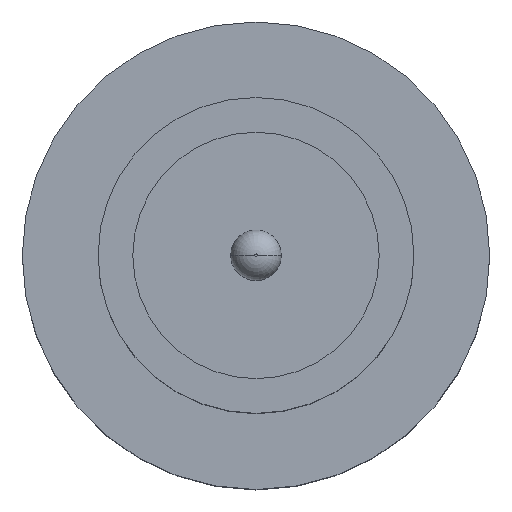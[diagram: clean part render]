
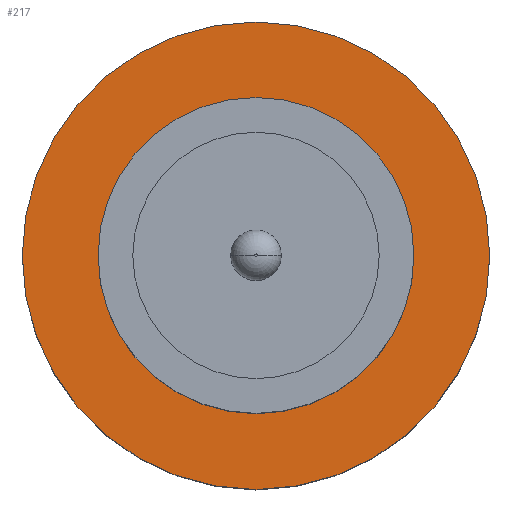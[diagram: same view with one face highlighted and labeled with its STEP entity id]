
A CAD part, top view. The second image highlights one B-rep face of the part: STEP entity #217.
In plain terms, the highlighted planar face has unit normal (0, 0, 1).
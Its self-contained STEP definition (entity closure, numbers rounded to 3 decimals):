
#8 = CARTESIAN_POINT ( 'NONE',  ( -1.85, 0., 1.55 ) ) ;
#42 = PLANE ( 'NONE',  #571 ) ;
#67 = DIRECTION ( 'NONE',  ( 0., 0., 1. ) ) ;
#112 = AXIS2_PLACEMENT_3D ( 'NONE', #905, #409, #908 ) ;
#125 = EDGE_CURVE ( 'NONE', #697, #723, #542, .T. ) ;
#185 = ORIENTED_EDGE ( 'NONE', *, *, #435, .F. ) ;
#217 = ADVANCED_FACE ( 'NONE', ( #444, #765 ), #42, .T. ) ;
#230 = DIRECTION ( 'NONE',  ( 0., 0., 1. ) ) ;
#248 = EDGE_LOOP ( 'NONE', ( #815, #899 ) ) ;
#287 = DIRECTION ( 'NONE',  ( 0., 0., 1. ) ) ;
#290 = CARTESIAN_POINT ( 'NONE',  ( 0., 0., 1.55 ) ) ;
#377 = ORIENTED_EDGE ( 'NONE', *, *, #693, .F. ) ;
#383 = AXIS2_PLACEMENT_3D ( 'NONE', #290, #767, #427 ) ;
#390 = CIRCLE ( 'NONE', #498, 1.85 ) ;
#401 = CARTESIAN_POINT ( 'NONE',  ( 1.85, 0., 1.55 ) ) ;
#409 = DIRECTION ( 'NONE',  ( 0., 0., 1. ) ) ;
#422 = VERTEX_POINT ( 'NONE', #714 ) ;
#427 = DIRECTION ( 'NONE',  ( 1., 0., 0. ) ) ;
#435 = EDGE_CURVE ( 'NONE', #422, #526, #701, .T. ) ;
#444 = FACE_BOUND ( 'NONE', #868, .T. ) ;
#464 = CARTESIAN_POINT ( 'NONE',  ( 0., 0., 1.55 ) ) ;
#498 = AXIS2_PLACEMENT_3D ( 'NONE', #783, #287, #754 ) ;
#502 = AXIS2_PLACEMENT_3D ( 'NONE', #871, #230, #509 ) ;
#509 = DIRECTION ( 'NONE',  ( 1., 0., 0. ) ) ;
#520 = CIRCLE ( 'NONE', #112, 1.25 ) ;
#526 = VERTEX_POINT ( 'NONE', #801 ) ;
#542 = CIRCLE ( 'NONE', #383, 1.85 ) ;
#571 = AXIS2_PLACEMENT_3D ( 'NONE', #464, #67, #749 ) ;
#667 = EDGE_CURVE ( 'NONE', #723, #697, #390, .T. ) ;
#693 = EDGE_CURVE ( 'NONE', #526, #422, #520, .T. ) ;
#697 = VERTEX_POINT ( 'NONE', #8 ) ;
#701 = CIRCLE ( 'NONE', #502, 1.25 ) ;
#714 = CARTESIAN_POINT ( 'NONE',  ( 1.25, 0., 1.55 ) ) ;
#723 = VERTEX_POINT ( 'NONE', #401 ) ;
#749 = DIRECTION ( 'NONE',  ( 1., 0., 0. ) ) ;
#754 = DIRECTION ( 'NONE',  ( 1., 0., 0. ) ) ;
#765 = FACE_OUTER_BOUND ( 'NONE', #248, .T. ) ;
#767 = DIRECTION ( 'NONE',  ( 0., 0., 1. ) ) ;
#783 = CARTESIAN_POINT ( 'NONE',  ( 0., 0., 1.55 ) ) ;
#801 = CARTESIAN_POINT ( 'NONE',  ( -1.25, 0., 1.55 ) ) ;
#815 = ORIENTED_EDGE ( 'NONE', *, *, #125, .T. ) ;
#868 = EDGE_LOOP ( 'NONE', ( #185, #377 ) ) ;
#871 = CARTESIAN_POINT ( 'NONE',  ( 0., 0., 1.55 ) ) ;
#899 = ORIENTED_EDGE ( 'NONE', *, *, #667, .T. ) ;
#905 = CARTESIAN_POINT ( 'NONE',  ( 0., 0., 1.55 ) ) ;
#908 = DIRECTION ( 'NONE',  ( 1., 0., 0. ) ) ;
